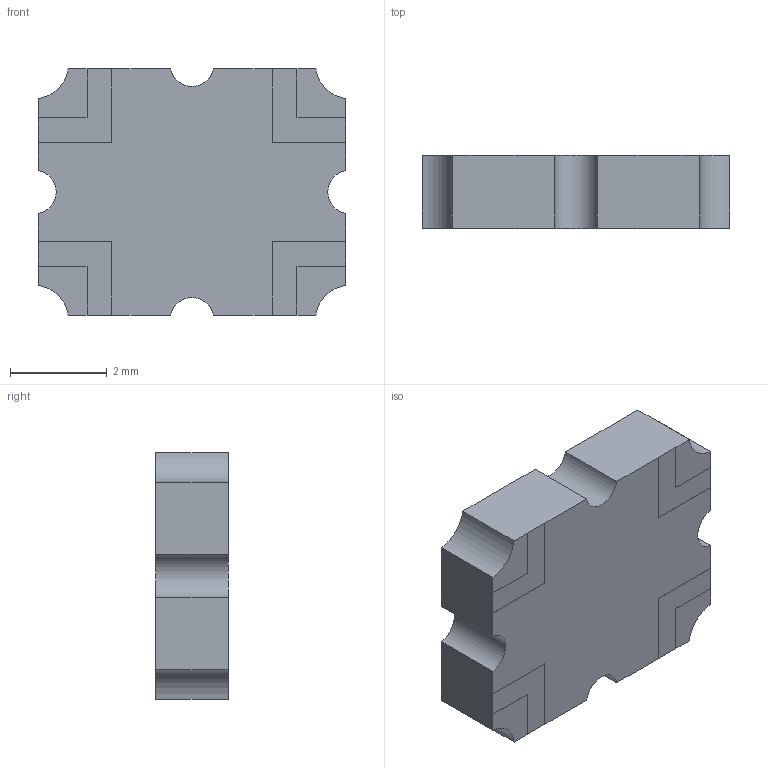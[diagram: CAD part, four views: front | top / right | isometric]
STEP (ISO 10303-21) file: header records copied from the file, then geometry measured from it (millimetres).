
FILE_DESCRIPTION (( 'STEP AP214' ), '1' );
FILE_NAME ('HC125A_Web.STEP', '2022-08-12T02:45:53', ( '' ), ( '' ), 'SwSTEP 2.0', 'SolidWorks 2018', '' );
FILE_SCHEMA (( 'AUTOMOTIVE_DESIGN' ));
Length unit declared in the file: millimetre
Products named in the file (1): HC125A_Web
Bounding box: 6.35 x 1.5 x 5.08 mm (x, y, z)
Volume: 45.2 mm3; surface area: 95.3 mm2
Topology: 1 solids, 1 shells, 168 faces, 465 edges, 310 vertices
Faces by surface type: plane 120, bspline 37, cylinder 11
Entity records: 7537 total; most frequent: CARTESIAN_POINT 2929, ORIENTED_EDGE 930, DIRECTION 677, EDGE_CURVE 465, VECTOR 369, LINE 369, VERTEX_POINT 310, EDGE_LOOP 179
